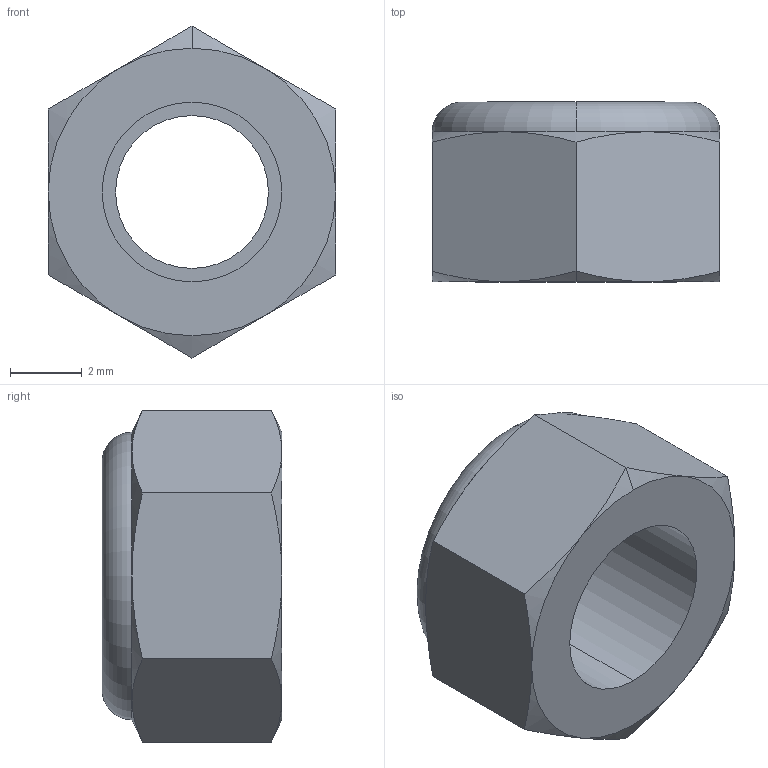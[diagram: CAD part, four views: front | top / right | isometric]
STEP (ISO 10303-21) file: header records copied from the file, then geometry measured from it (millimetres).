
FILE_DESCRIPTION (( 'STEP AP203' ), '1' );
FILE_NAME ('Nylon Insert Lock Nut M5.step', '2015-07-29T19:37:07', ( '' ), ( '' ), 'SwSTEP 2.0', 'SolidWorks 2014', '' );
FILE_SCHEMA (( 'CONFIG_CONTROL_DESIGN' ));
Length unit declared in the file: millimetre
Products named in the file (1): Nylon Insert Lock Nut M5
Bounding box: 8 x 5 x 9.24 mm (x, y, z)
Volume: 172.9 mm3; surface area: 282.6 mm2
Topology: 1 solids, 1 shells, 32 faces, 69 edges, 41 vertices
Faces by surface type: cone 14, plane 10, cylinder 6, torus 2
Entity records: 1001 total; most frequent: CARTESIAN_POINT 247, DIRECTION 142, ORIENTED_EDGE 138, EDGE_CURVE 69, AXIS2_PLACEMENT_3D 64, VERTEX_POINT 41, EDGE_LOOP 36, FACE_OUTER_BOUND 32
